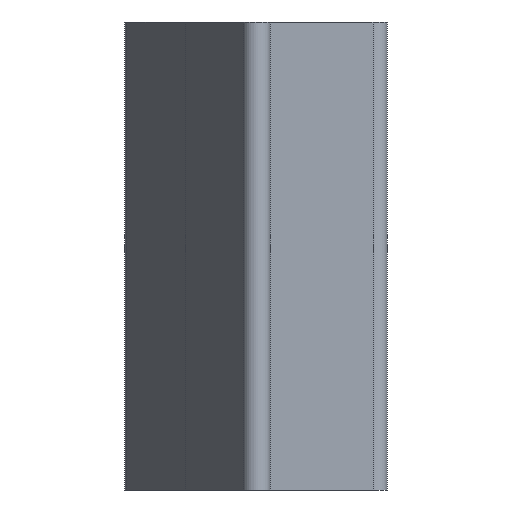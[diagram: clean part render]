
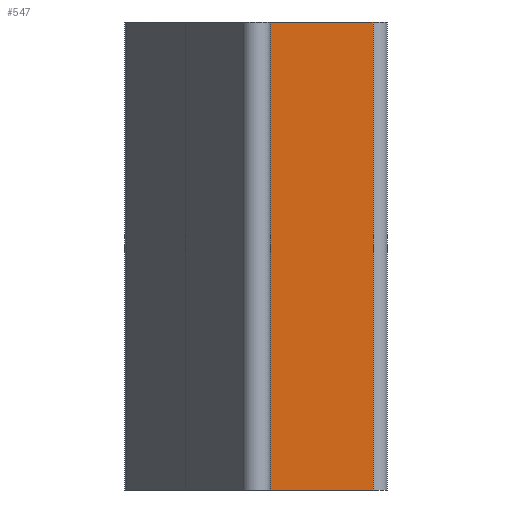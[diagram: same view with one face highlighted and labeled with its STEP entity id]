
A CAD part, left-side view. The second image highlights one B-rep face of the part: STEP entity #547.
In plain terms, the highlighted planar face has unit normal (-1, 0, 0).
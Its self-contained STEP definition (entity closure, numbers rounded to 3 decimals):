
#73 = PLANE('',#74);
#74 = AXIS2_PLACEMENT_3D('',#75,#76,#77);
#75 = CARTESIAN_POINT('',(-11.889,29.409,100.));
#76 = DIRECTION('',(0.,0.,1.));
#77 = DIRECTION('',(1.,0.,0.));
#132 = PLANE('',#133);
#133 = AXIS2_PLACEMENT_3D('',#134,#135,#136);
#134 = CARTESIAN_POINT('',(-11.889,29.409,0.));
#135 = DIRECTION('',(0.,0.,1.));
#136 = DIRECTION('',(1.,0.,0.));
#407 = CYLINDRICAL_SURFACE('',#408,3.);
#408 = AXIS2_PLACEMENT_3D('',#409,#410,#411);
#409 = CARTESIAN_POINT('',(0.,0.003,0.));
#410 = DIRECTION('',(0.,0.,-1.));
#411 = DIRECTION('',(0.,1.,0.));
#467 = VERTEX_POINT('',#468);
#468 = CARTESIAN_POINT('',(-3.,0.003,100.));
#494 = EDGE_CURVE('',#495,#467,#497,.T.);
#495 = VERTEX_POINT('',#496);
#496 = CARTESIAN_POINT('',(-3.,0.003,0.));
#497 = SURFACE_CURVE('',#498,(#502,#509),.PCURVE_S1.);
#498 = LINE('',#499,#500);
#499 = CARTESIAN_POINT('',(-3.,0.003,0.));
#500 = VECTOR('',#501,1.);
#501 = DIRECTION('',(0.,0.,1.));
#502 = PCURVE('',#407,#503);
#503 = DEFINITIONAL_REPRESENTATION('',(#504),#508);
#504 = LINE('',#505,#506);
#505 = CARTESIAN_POINT('',(4.712,0.));
#506 = VECTOR('',#507,1.);
#507 = DIRECTION('',(0.,-1.));
#508 = ( GEOMETRIC_REPRESENTATION_CONTEXT(2) 
PARAMETRIC_REPRESENTATION_CONTEXT() REPRESENTATION_CONTEXT('2D SPACE',''
  ) );
#509 = PCURVE('',#510,#515);
#510 = PLANE('',#511);
#511 = AXIS2_PLACEMENT_3D('',#512,#513,#514);
#512 = CARTESIAN_POINT('',(-3.,0.003,0.));
#513 = DIRECTION('',(-1.,0.,0.));
#514 = DIRECTION('',(0.,1.,0.));
#515 = DEFINITIONAL_REPRESENTATION('',(#516),#520);
#516 = LINE('',#517,#518);
#517 = CARTESIAN_POINT('',(0.,0.));
#518 = VECTOR('',#519,1.);
#519 = DIRECTION('',(0.,-1.));
#520 = ( GEOMETRIC_REPRESENTATION_CONTEXT(2) 
PARAMETRIC_REPRESENTATION_CONTEXT() REPRESENTATION_CONTEXT('2D SPACE',''
  ) );
#547 = ADVANCED_FACE('',(#548),#510,.T.);
#548 = FACE_BOUND('',#549,.T.);
#549 = EDGE_LOOP('',(#550,#551,#574,#602));
#550 = ORIENTED_EDGE('',*,*,#494,.T.);
#551 = ORIENTED_EDGE('',*,*,#552,.T.);
#552 = EDGE_CURVE('',#467,#553,#555,.T.);
#553 = VERTEX_POINT('',#554);
#554 = CARTESIAN_POINT('',(-3.002,44.803,100.));
#555 = SURFACE_CURVE('',#556,(#560,#567),.PCURVE_S1.);
#556 = LINE('',#557,#558);
#557 = CARTESIAN_POINT('',(-3.,0.003,100.));
#558 = VECTOR('',#559,1.);
#559 = DIRECTION('',(0.,1.,0.));
#560 = PCURVE('',#510,#561);
#561 = DEFINITIONAL_REPRESENTATION('',(#562),#566);
#562 = LINE('',#563,#564);
#563 = CARTESIAN_POINT('',(0.,-100.));
#564 = VECTOR('',#565,1.);
#565 = DIRECTION('',(1.,0.));
#566 = ( GEOMETRIC_REPRESENTATION_CONTEXT(2) 
PARAMETRIC_REPRESENTATION_CONTEXT() REPRESENTATION_CONTEXT('2D SPACE',''
  ) );
#567 = PCURVE('',#73,#568);
#568 = DEFINITIONAL_REPRESENTATION('',(#569),#573);
#569 = LINE('',#570,#571);
#570 = CARTESIAN_POINT('',(8.889,-29.406));
#571 = VECTOR('',#572,1.);
#572 = DIRECTION('',(0.,1.));
#573 = ( GEOMETRIC_REPRESENTATION_CONTEXT(2) 
PARAMETRIC_REPRESENTATION_CONTEXT() REPRESENTATION_CONTEXT('2D SPACE',''
  ) );
#574 = ORIENTED_EDGE('',*,*,#575,.F.);
#575 = EDGE_CURVE('',#576,#553,#578,.T.);
#576 = VERTEX_POINT('',#577);
#577 = CARTESIAN_POINT('',(-3.002,44.803,0.));
#578 = SURFACE_CURVE('',#579,(#583,#590),.PCURVE_S1.);
#579 = LINE('',#580,#581);
#580 = CARTESIAN_POINT('',(-3.002,44.803,0.));
#581 = VECTOR('',#582,1.);
#582 = DIRECTION('',(0.,0.,1.));
#583 = PCURVE('',#510,#584);
#584 = DEFINITIONAL_REPRESENTATION('',(#585),#589);
#585 = LINE('',#586,#587);
#586 = CARTESIAN_POINT('',(44.8,0.));
#587 = VECTOR('',#588,1.);
#588 = DIRECTION('',(0.,-1.));
#589 = ( GEOMETRIC_REPRESENTATION_CONTEXT(2) 
PARAMETRIC_REPRESENTATION_CONTEXT() REPRESENTATION_CONTEXT('2D SPACE',''
  ) );
#590 = PCURVE('',#591,#596);
#591 = PLANE('',#592);
#592 = AXIS2_PLACEMENT_3D('',#593,#594,#595);
#593 = CARTESIAN_POINT('',(-3.002,44.803,0.));
#594 = DIRECTION('',(0.5,-0.866,0.));
#595 = DIRECTION('',(-0.866,-0.5,0.));
#596 = DEFINITIONAL_REPRESENTATION('',(#597),#601);
#597 = LINE('',#598,#599);
#598 = CARTESIAN_POINT('',(0.,0.));
#599 = VECTOR('',#600,1.);
#600 = DIRECTION('',(0.,-1.));
#601 = ( GEOMETRIC_REPRESENTATION_CONTEXT(2) 
PARAMETRIC_REPRESENTATION_CONTEXT() REPRESENTATION_CONTEXT('2D SPACE',''
  ) );
#602 = ORIENTED_EDGE('',*,*,#603,.F.);
#603 = EDGE_CURVE('',#495,#576,#604,.T.);
#604 = SURFACE_CURVE('',#605,(#609,#616),.PCURVE_S1.);
#605 = LINE('',#606,#607);
#606 = CARTESIAN_POINT('',(-3.,0.003,0.));
#607 = VECTOR('',#608,1.);
#608 = DIRECTION('',(0.,1.,0.));
#609 = PCURVE('',#510,#610);
#610 = DEFINITIONAL_REPRESENTATION('',(#611),#615);
#611 = LINE('',#612,#613);
#612 = CARTESIAN_POINT('',(0.,0.));
#613 = VECTOR('',#614,1.);
#614 = DIRECTION('',(1.,0.));
#615 = ( GEOMETRIC_REPRESENTATION_CONTEXT(2) 
PARAMETRIC_REPRESENTATION_CONTEXT() REPRESENTATION_CONTEXT('2D SPACE',''
  ) );
#616 = PCURVE('',#132,#617);
#617 = DEFINITIONAL_REPRESENTATION('',(#618),#622);
#618 = LINE('',#619,#620);
#619 = CARTESIAN_POINT('',(8.889,-29.406));
#620 = VECTOR('',#621,1.);
#621 = DIRECTION('',(0.,1.));
#622 = ( GEOMETRIC_REPRESENTATION_CONTEXT(2) 
PARAMETRIC_REPRESENTATION_CONTEXT() REPRESENTATION_CONTEXT('2D SPACE',''
  ) );
